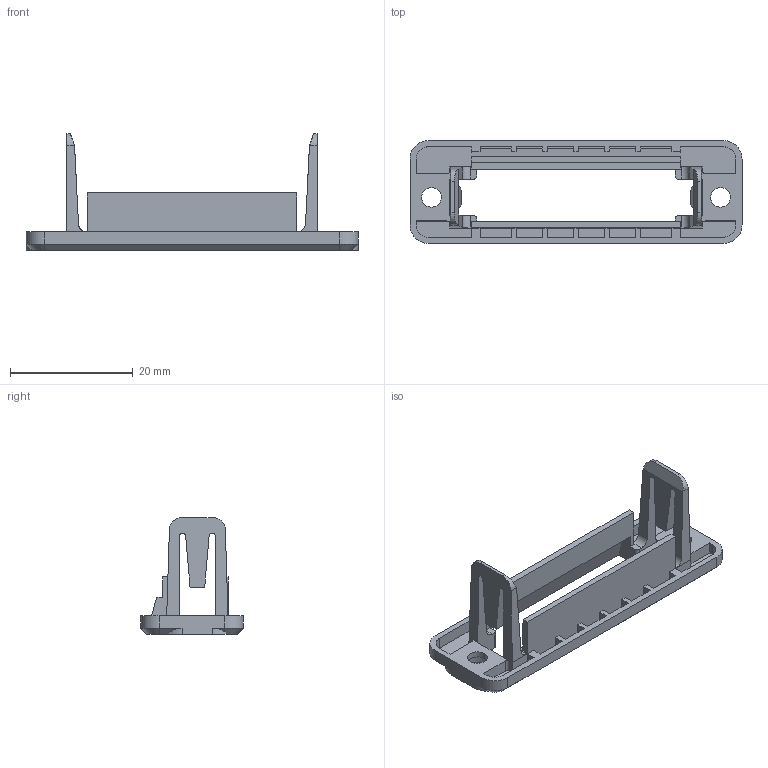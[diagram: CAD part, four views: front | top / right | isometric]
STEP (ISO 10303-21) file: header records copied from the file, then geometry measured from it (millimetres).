
FILE_DESCRIPTION( ('This file contains a STEP AP42 implementation' ,'as created by ZW3D STEP Interface translator.') ,'2;1' );
FILE_NAME( 'WJM01-5.08-06P.stp' ,'211111. 9 2 5', (''), ('ZWCAD Software Co.'), 'Version 1.0', 'ZW3D to STEP translator', '' );
FILE_SCHEMA(('AUTOMOTIVE_DESIGN'));
Length unit declared in the file: millimetre
Products named in the file (2): 0; 0006
Bounding box: 54.15 x 16.75 x 19 mm (x, y, z)
Volume: 1800.5 mm3; surface area: 3778.1 mm2
Topology: 1 solids, 1 shells, 178 faces, 522 edges, 342 vertices
Faces by surface type: bspline 178
Entity records: 6070 total; most frequent: CARTESIAN_POINT 2813, ORIENTED_EDGE 1044, EDGE_CURVE 522, B_SPLINE_CURVE_WITH_KNOTS 440, VERTEX_POINT 342, EDGE_LOOP 184, FACE_OUTER_BOUND 178, ADVANCED_FACE 178
